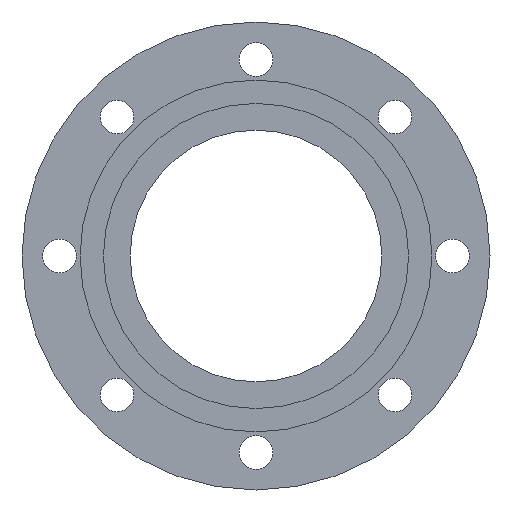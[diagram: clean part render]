
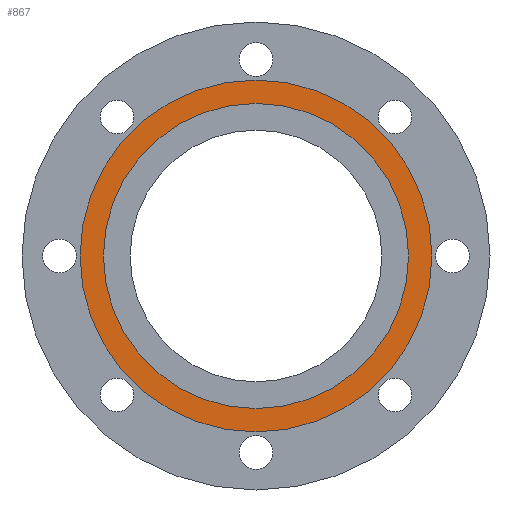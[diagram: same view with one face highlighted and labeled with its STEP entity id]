
A CAD part, front view. The second image highlights one B-rep face of the part: STEP entity #867.
In plain terms, the highlighted planar face has unit normal (0, -1, 0).
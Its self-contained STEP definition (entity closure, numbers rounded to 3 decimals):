
#12 = EDGE_CURVE ( 'NONE', #689, #879, #181, .T. ) ;
#16 = DIRECTION ( 'NONE',  ( 0., 0., 1. ) ) ;
#44 = AXIS2_PLACEMENT_3D ( 'NONE', #592, #705, #519 ) ;
#101 = DIRECTION ( 'NONE',  ( 0., 1., 0. ) ) ;
#102 = ORIENTED_EDGE ( 'NONE', *, *, #455, .F. ) ;
#107 = AXIS2_PLACEMENT_3D ( 'NONE', #1099, #299, #471 ) ;
#137 = CIRCLE ( 'NONE', #905, 81.5 ) ;
#166 = ORIENTED_EDGE ( 'NONE', *, *, #556, .T. ) ;
#181 = CIRCLE ( 'NONE', #107, 81.5 ) ;
#224 = EDGE_LOOP ( 'NONE', ( #102, #955 ) ) ;
#230 = CARTESIAN_POINT ( 'NONE',  ( 0., 0., 81.5 ) ) ;
#248 = CIRCLE ( 'NONE', #920, 94. ) ;
#299 = DIRECTION ( 'NONE',  ( 0., 1., 0. ) ) ;
#341 = CARTESIAN_POINT ( 'NONE',  ( 0., 0., -81.5 ) ) ;
#423 = ORIENTED_EDGE ( 'NONE', *, *, #12, .T. ) ;
#455 = EDGE_CURVE ( 'NONE', #603, #504, #541, .T. ) ;
#471 = DIRECTION ( 'NONE',  ( 0., 0., 1. ) ) ;
#492 = FACE_OUTER_BOUND ( 'NONE', #224, .T. ) ;
#504 = VERTEX_POINT ( 'NONE', #555 ) ;
#519 = DIRECTION ( 'NONE',  ( 0., 0., 1. ) ) ;
#524 = AXIS2_PLACEMENT_3D ( 'NONE', #1064, #882, #800 ) ;
#541 = CIRCLE ( 'NONE', #44, 94. ) ;
#543 = DIRECTION ( 'NONE',  ( 0., 0., 1. ) ) ;
#555 = CARTESIAN_POINT ( 'NONE',  ( 0., 0., -94. ) ) ;
#556 = EDGE_CURVE ( 'NONE', #879, #689, #137, .T. ) ;
#592 = CARTESIAN_POINT ( 'NONE',  ( 0., 0., 0. ) ) ;
#603 = VERTEX_POINT ( 'NONE', #645 ) ;
#617 = DIRECTION ( 'NONE',  ( 0., 1., 0. ) ) ;
#645 = CARTESIAN_POINT ( 'NONE',  ( 0., 0., 94. ) ) ;
#689 = VERTEX_POINT ( 'NONE', #341 ) ;
#705 = DIRECTION ( 'NONE',  ( 0., 1., 0. ) ) ;
#725 = CARTESIAN_POINT ( 'NONE',  ( 0., 0., 0. ) ) ;
#767 = EDGE_LOOP ( 'NONE', ( #166, #423 ) ) ;
#800 = DIRECTION ( 'NONE',  ( 0., 0., -1. ) ) ;
#808 = PLANE ( 'NONE',  #524 ) ;
#862 = FACE_BOUND ( 'NONE', #767, .T. ) ;
#867 = ADVANCED_FACE ( 'NONE', ( #862, #492 ), #808, .T. ) ;
#879 = VERTEX_POINT ( 'NONE', #230 ) ;
#882 = DIRECTION ( 'NONE',  ( 0., -1., 0. ) ) ;
#905 = AXIS2_PLACEMENT_3D ( 'NONE', #1015, #101, #543 ) ;
#920 = AXIS2_PLACEMENT_3D ( 'NONE', #725, #617, #16 ) ;
#955 = ORIENTED_EDGE ( 'NONE', *, *, #1047, .F. ) ;
#1015 = CARTESIAN_POINT ( 'NONE',  ( 0., 0., 0. ) ) ;
#1047 = EDGE_CURVE ( 'NONE', #504, #603, #248, .T. ) ;
#1064 = CARTESIAN_POINT ( 'NONE',  ( 0., 0., 81.5 ) ) ;
#1099 = CARTESIAN_POINT ( 'NONE',  ( 0., 0., 0. ) ) ;
